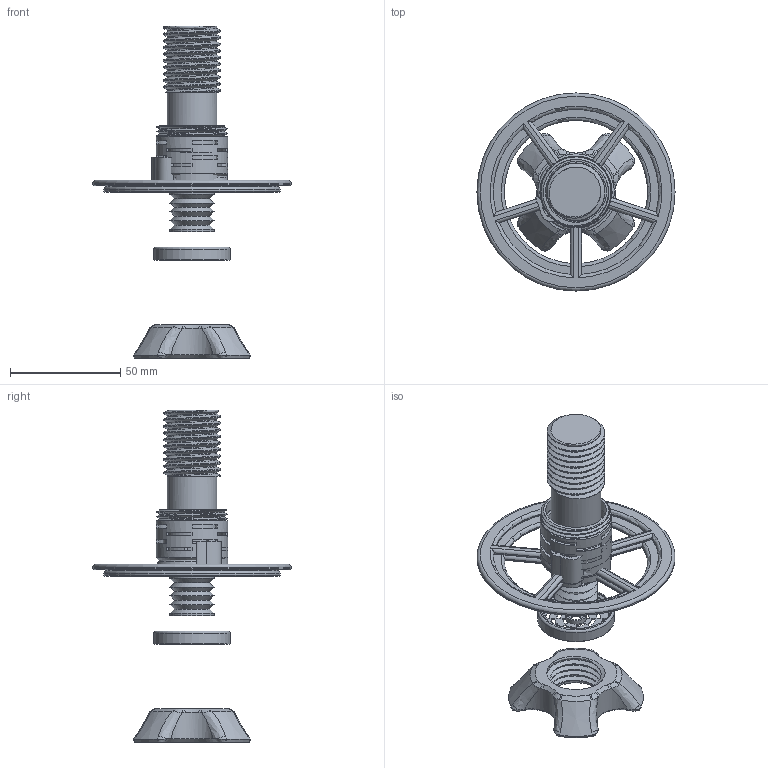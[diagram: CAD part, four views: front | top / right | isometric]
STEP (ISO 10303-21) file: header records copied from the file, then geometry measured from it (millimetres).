
FILE_DESCRIPTION(/* description */ (''),/* implementation_level */ '2;1');
FILE_NAME(/* name */ 'Cheapass Filament Storage Drybags.step',/* time_stamp */ '2023-10-28T11:23:09-06:00',/* author */ (''),/* organization */ (''),/* preprocessor_version */ 'ST-DEVELOPER v20',/* originating_system */ 'Autodesk Translation Framework v12.14.0.127',/* authorisation */ '');
FILE_SCHEMA (('AUTOMOTIVE_DESIGN { 1 0 10303 214 3 1 1 }'));
Length unit declared in the file: millimetre
Products named in the file (4): Bag Filament Spool; Bag clip with desiccant storage; Bag Clamp; Turntable
Assembly tree (3 placements, depth 2):
  Bag Filament Spool
    Bag clip with desiccant storage
    Bag Clamp
    Turntable
Bounding box: 90 x 90 x 150.8 mm (x, y, z)
Volume: 75348.1 mm3; surface area: 45890.6 mm2
Topology: 8 solids, 8 shells, 630 faces, 1640 edges, 1015 vertices
Faces by surface type: plane 224, cylinder 178, cone 112, bspline 95, torus 21
Full cylindrical faces by diameter (mm): 2.95 x2, 3.45 x2, 4.6 x2, 7 x1, 7.6 x1, 9.2 x2, 17.6 x1, 20 x2, 22.404 x9, 22.5 x2, 22.804 x3, 26.13 x9, 26.53 x4, 27.6 x1, 29.529 x1, 29.929 x1, 30 x1, 31.822 x2, 32.222 x2, 32.4 x1, 34.8 x1, 80 x1, 90 x1
Entity records: 27839 total; most frequent: CARTESIAN_POINT 13014, ORIENTED_EDGE 3268, DIRECTION 2732, EDGE_CURVE 1634, AXIS2_PLACEMENT_3D 1016, VERTEX_POINT 1015, EDGE_LOOP 723, LINE 700
